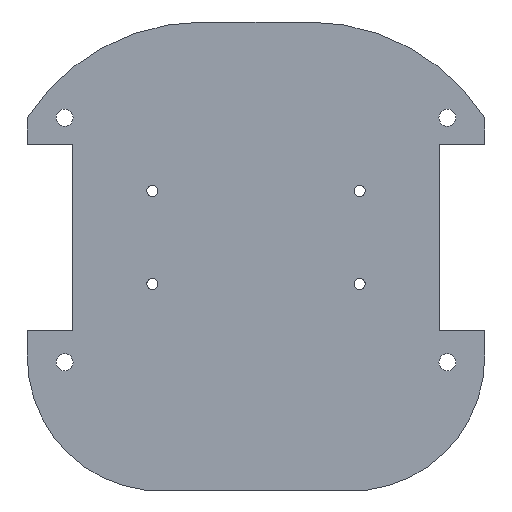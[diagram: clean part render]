
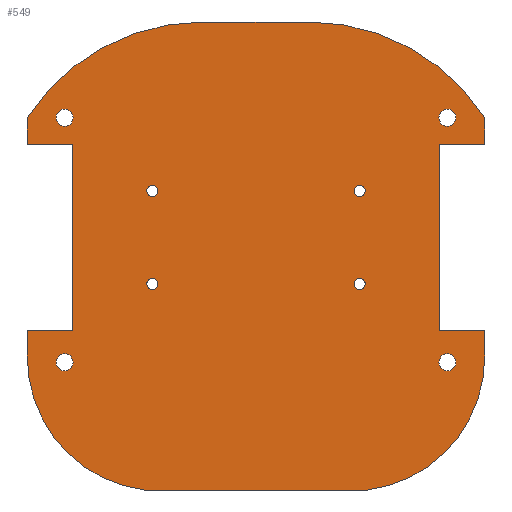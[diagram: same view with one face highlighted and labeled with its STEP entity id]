
A CAD part, front view. The second image highlights one B-rep face of the part: STEP entity #549.
In plain terms, the highlighted planar face has unit normal (0, -1, 0).
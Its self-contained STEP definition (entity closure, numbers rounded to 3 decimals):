
#15=FACE_BOUND('',#92,.T.);
#16=FACE_BOUND('',#93,.T.);
#17=FACE_BOUND('',#94,.T.);
#18=FACE_BOUND('',#95,.T.);
#19=FACE_BOUND('',#96,.T.);
#20=FACE_BOUND('',#97,.T.);
#21=FACE_BOUND('',#98,.T.);
#22=FACE_BOUND('',#99,.T.);
#39=PLANE('',#623);
#65=FACE_OUTER_BOUND('',#91,.T.);
#91=EDGE_LOOP('',(#449,#450,#451,#452,#453,#454,#455,#456,#457,#458,#459,
#460,#461,#462,#463,#464));
#92=EDGE_LOOP('',(#465,#466));
#93=EDGE_LOOP('',(#467,#468));
#94=EDGE_LOOP('',(#469,#470));
#95=EDGE_LOOP('',(#471,#472));
#96=EDGE_LOOP('',(#473));
#97=EDGE_LOOP('',(#474));
#98=EDGE_LOOP('',(#475));
#99=EDGE_LOOP('',(#476));
#121=LINE('',#847,#169);
#125=LINE('',#855,#173);
#128=LINE('',#861,#176);
#139=LINE('',#904,#187);
#143=LINE('',#912,#191);
#146=LINE('',#918,#194);
#150=LINE('',#924,#198);
#151=LINE('',#926,#199);
#153=LINE('',#929,#201);
#154=LINE('',#930,#202);
#155=LINE('',#931,#203);
#156=LINE('',#932,#204);
#169=VECTOR('',#697,10.);
#173=VECTOR('',#703,10.);
#176=VECTOR('',#708,10.);
#187=VECTOR('',#745,10.);
#191=VECTOR('',#751,10.);
#194=VECTOR('',#756,10.);
#198=VECTOR('',#762,10.);
#199=VECTOR('',#765,10.);
#201=VECTOR('',#769,10.);
#202=VECTOR('',#770,10.);
#203=VECTOR('',#771,10.);
#204=VECTOR('',#772,10.);
#209=CIRCLE('',#576,1.6);
#210=CIRCLE('',#577,1.6);
#212=CIRCLE('',#580,1.6);
#213=CIRCLE('',#581,1.6);
#215=CIRCLE('',#584,1.6);
#216=CIRCLE('',#585,1.6);
#218=CIRCLE('',#588,1.6);
#219=CIRCLE('',#589,1.6);
#222=CIRCLE('',#593,1.05);
#224=CIRCLE('',#596,1.05);
#226=CIRCLE('',#599,1.05);
#228=CIRCLE('',#602,1.05);
#229=CIRCLE('',#607,39.25);
#231=CIRCLE('',#610,25.205);
#233=CIRCLE('',#613,25.205);
#235=CIRCLE('',#616,39.25);
#237=VERTEX_POINT('',#789);
#238=VERTEX_POINT('',#790);
#240=VERTEX_POINT('',#797);
#241=VERTEX_POINT('',#798);
#243=VERTEX_POINT('',#805);
#244=VERTEX_POINT('',#806);
#246=VERTEX_POINT('',#813);
#247=VERTEX_POINT('',#814);
#250=VERTEX_POINT('',#823);
#252=VERTEX_POINT('',#829);
#254=VERTEX_POINT('',#835);
#256=VERTEX_POINT('',#841);
#257=VERTEX_POINT('',#845);
#258=VERTEX_POINT('',#846);
#261=VERTEX_POINT('',#854);
#263=VERTEX_POINT('',#860);
#265=VERTEX_POINT('',#866);
#266=VERTEX_POINT('',#867);
#269=VERTEX_POINT('',#875);
#270=VERTEX_POINT('',#876);
#273=VERTEX_POINT('',#884);
#274=VERTEX_POINT('',#885);
#277=VERTEX_POINT('',#893);
#278=VERTEX_POINT('',#894);
#281=VERTEX_POINT('',#902);
#282=VERTEX_POINT('',#903);
#285=VERTEX_POINT('',#911);
#287=VERTEX_POINT('',#917);
#289=EDGE_CURVE('',#237,#238,#209,.T.);
#290=EDGE_CURVE('',#238,#237,#210,.T.);
#293=EDGE_CURVE('',#240,#241,#212,.T.);
#294=EDGE_CURVE('',#241,#240,#213,.T.);
#297=EDGE_CURVE('',#243,#244,#215,.T.);
#298=EDGE_CURVE('',#244,#243,#216,.T.);
#301=EDGE_CURVE('',#246,#247,#218,.T.);
#302=EDGE_CURVE('',#247,#246,#219,.T.);
#307=EDGE_CURVE('',#250,#250,#222,.T.);
#310=EDGE_CURVE('',#252,#252,#224,.T.);
#313=EDGE_CURVE('',#254,#254,#226,.T.);
#316=EDGE_CURVE('',#256,#256,#228,.T.);
#317=EDGE_CURVE('',#257,#258,#121,.T.);
#321=EDGE_CURVE('',#258,#261,#125,.T.);
#324=EDGE_CURVE('',#263,#257,#128,.T.);
#327=EDGE_CURVE('',#265,#266,#229,.T.);
#331=EDGE_CURVE('',#269,#270,#231,.T.);
#335=EDGE_CURVE('',#273,#274,#233,.T.);
#339=EDGE_CURVE('',#277,#278,#235,.T.);
#343=EDGE_CURVE('',#281,#282,#139,.T.);
#347=EDGE_CURVE('',#282,#285,#143,.T.);
#350=EDGE_CURVE('',#287,#281,#146,.T.);
#354=EDGE_CURVE('',#273,#261,#150,.T.);
#355=EDGE_CURVE('',#269,#274,#151,.T.);
#357=EDGE_CURVE('',#287,#270,#153,.T.);
#358=EDGE_CURVE('',#277,#285,#154,.T.);
#359=EDGE_CURVE('',#265,#278,#155,.T.);
#360=EDGE_CURVE('',#263,#266,#156,.T.);
#449=ORIENTED_EDGE('',*,*,#324,.T.);
#450=ORIENTED_EDGE('',*,*,#317,.T.);
#451=ORIENTED_EDGE('',*,*,#321,.T.);
#452=ORIENTED_EDGE('',*,*,#354,.F.);
#453=ORIENTED_EDGE('',*,*,#335,.T.);
#454=ORIENTED_EDGE('',*,*,#355,.F.);
#455=ORIENTED_EDGE('',*,*,#331,.T.);
#456=ORIENTED_EDGE('',*,*,#357,.F.);
#457=ORIENTED_EDGE('',*,*,#350,.T.);
#458=ORIENTED_EDGE('',*,*,#343,.T.);
#459=ORIENTED_EDGE('',*,*,#347,.T.);
#460=ORIENTED_EDGE('',*,*,#358,.F.);
#461=ORIENTED_EDGE('',*,*,#339,.T.);
#462=ORIENTED_EDGE('',*,*,#359,.F.);
#463=ORIENTED_EDGE('',*,*,#327,.T.);
#464=ORIENTED_EDGE('',*,*,#360,.F.);
#465=ORIENTED_EDGE('',*,*,#289,.T.);
#466=ORIENTED_EDGE('',*,*,#290,.T.);
#467=ORIENTED_EDGE('',*,*,#293,.T.);
#468=ORIENTED_EDGE('',*,*,#294,.T.);
#469=ORIENTED_EDGE('',*,*,#297,.T.);
#470=ORIENTED_EDGE('',*,*,#298,.T.);
#471=ORIENTED_EDGE('',*,*,#301,.T.);
#472=ORIENTED_EDGE('',*,*,#302,.T.);
#473=ORIENTED_EDGE('',*,*,#307,.T.);
#474=ORIENTED_EDGE('',*,*,#310,.T.);
#475=ORIENTED_EDGE('',*,*,#313,.T.);
#476=ORIENTED_EDGE('',*,*,#316,.T.);
#549=ADVANCED_FACE('',(#65,#15,#16,#17,#18,#19,#20,#21,#22),#39,.T.);
#576=AXIS2_PLACEMENT_3D('',#791,#633,#634);
#577=AXIS2_PLACEMENT_3D('',#792,#635,#636);
#580=AXIS2_PLACEMENT_3D('',#799,#642,#643);
#581=AXIS2_PLACEMENT_3D('',#800,#644,#645);
#584=AXIS2_PLACEMENT_3D('',#807,#651,#652);
#585=AXIS2_PLACEMENT_3D('',#808,#653,#654);
#588=AXIS2_PLACEMENT_3D('',#815,#660,#661);
#589=AXIS2_PLACEMENT_3D('',#816,#662,#663);
#593=AXIS2_PLACEMENT_3D('',#825,#672,#673);
#596=AXIS2_PLACEMENT_3D('',#831,#679,#680);
#599=AXIS2_PLACEMENT_3D('',#837,#686,#687);
#602=AXIS2_PLACEMENT_3D('',#843,#693,#694);
#607=AXIS2_PLACEMENT_3D('',#868,#713,#714);
#610=AXIS2_PLACEMENT_3D('',#877,#721,#722);
#613=AXIS2_PLACEMENT_3D('',#886,#729,#730);
#616=AXIS2_PLACEMENT_3D('',#895,#737,#738);
#623=AXIS2_PLACEMENT_3D('',#928,#767,#768);
#633=DIRECTION('center_axis',(0.,1.,0.));
#634=DIRECTION('ref_axis',(1.,0.,0.));
#635=DIRECTION('center_axis',(0.,1.,0.));
#636=DIRECTION('ref_axis',(1.,0.,0.));
#642=DIRECTION('center_axis',(0.,1.,0.));
#643=DIRECTION('ref_axis',(1.,0.,0.));
#644=DIRECTION('center_axis',(0.,1.,0.));
#645=DIRECTION('ref_axis',(1.,0.,0.));
#651=DIRECTION('center_axis',(0.,1.,0.));
#652=DIRECTION('ref_axis',(1.,0.,0.));
#653=DIRECTION('center_axis',(0.,1.,0.));
#654=DIRECTION('ref_axis',(1.,0.,0.));
#660=DIRECTION('center_axis',(0.,1.,0.));
#661=DIRECTION('ref_axis',(1.,0.,0.));
#662=DIRECTION('center_axis',(0.,1.,0.));
#663=DIRECTION('ref_axis',(1.,0.,0.));
#672=DIRECTION('center_axis',(0.,1.,0.));
#673=DIRECTION('ref_axis',(-1.,0.,0.));
#679=DIRECTION('center_axis',(0.,1.,0.));
#680=DIRECTION('ref_axis',(-1.,0.,0.));
#686=DIRECTION('center_axis',(0.,1.,0.));
#687=DIRECTION('ref_axis',(-1.,0.,0.));
#693=DIRECTION('center_axis',(0.,1.,0.));
#694=DIRECTION('ref_axis',(-1.,0.,0.));
#697=DIRECTION('',(0.,0.,-1.));
#703=DIRECTION('',(-1.,0.,0.));
#708=DIRECTION('',(1.,0.,0.));
#713=DIRECTION('center_axis',(0.,-1.,0.));
#714=DIRECTION('ref_axis',(0.841,0.,-0.541));
#721=DIRECTION('center_axis',(0.,-1.,0.));
#722=DIRECTION('ref_axis',(-1.,0.,0.));
#729=DIRECTION('center_axis',(0.,-1.,0.));
#730=DIRECTION('ref_axis',(0.127,0.,0.992));
#737=DIRECTION('center_axis',(0.,-1.,0.));
#738=DIRECTION('ref_axis',(0.,0.,-1.));
#745=DIRECTION('',(0.,0.,1.));
#751=DIRECTION('',(1.,0.,0.));
#756=DIRECTION('',(-1.,0.,0.));
#762=DIRECTION('',(0.,0.,1.));
#765=DIRECTION('',(-1.,0.,0.));
#767=DIRECTION('center_axis',(0.,-1.,0.));
#768=DIRECTION('ref_axis',(0.,0.,-1.));
#769=DIRECTION('',(0.,0.,-1.));
#770=DIRECTION('',(0.,0.,-1.));
#771=DIRECTION('',(1.,0.,0.));
#772=DIRECTION('',(0.,0.,1.));
#789=CARTESIAN_POINT('',(37.6,0.,-20.));
#790=CARTESIAN_POINT('',(34.4,0.,-20.));
#791=CARTESIAN_POINT('Origin',(36.,0.,-20.));
#792=CARTESIAN_POINT('Origin',(36.,0.,-20.));
#797=CARTESIAN_POINT('',(37.6,0.,26.));
#798=CARTESIAN_POINT('',(34.4,0.,26.));
#799=CARTESIAN_POINT('Origin',(36.,0.,26.));
#800=CARTESIAN_POINT('Origin',(36.,0.,26.));
#805=CARTESIAN_POINT('',(-34.4,0.,-20.));
#806=CARTESIAN_POINT('',(-37.6,0.,-20.));
#807=CARTESIAN_POINT('Origin',(-36.,0.,-20.));
#808=CARTESIAN_POINT('Origin',(-36.,0.,-20.));
#813=CARTESIAN_POINT('',(-34.4,0.,26.));
#814=CARTESIAN_POINT('',(-37.6,0.,26.));
#815=CARTESIAN_POINT('Origin',(-36.,0.,26.));
#816=CARTESIAN_POINT('Origin',(-36.,0.,26.));
#823=CARTESIAN_POINT('',(20.55,0.,-5.25));
#825=CARTESIAN_POINT('Origin',(19.5,0.,-5.25));
#829=CARTESIAN_POINT('',(-18.45,0.,-5.25));
#831=CARTESIAN_POINT('Origin',(-19.5,0.,-5.25));
#835=CARTESIAN_POINT('',(-18.45,0.,12.25));
#837=CARTESIAN_POINT('Origin',(-19.5,0.,12.25));
#841=CARTESIAN_POINT('',(20.55,0.,12.25));
#843=CARTESIAN_POINT('Origin',(19.5,0.,12.25));
#845=CARTESIAN_POINT('',(-34.5,0.,21.));
#846=CARTESIAN_POINT('',(-34.5,0.,-14.));
#847=CARTESIAN_POINT('',(-34.5,0.,-7.));
#854=CARTESIAN_POINT('',(-43.,0.,-14.));
#855=CARTESIAN_POINT('',(-21.5,0.,-14.));
#860=CARTESIAN_POINT('',(-43.,0.,21.));
#861=CARTESIAN_POINT('',(-17.25,0.,21.));
#866=CARTESIAN_POINT('',(-10.,0.,44.));
#867=CARTESIAN_POINT('',(-43.,0.,26.));
#868=CARTESIAN_POINT('Origin',(-10.,0.,4.75));
#875=CARTESIAN_POINT('',(21.,0.,-44.));
#876=CARTESIAN_POINT('',(43.,0.,-19.));
#877=CARTESIAN_POINT('Origin',(17.795,0.,-19.));
#884=CARTESIAN_POINT('',(-43.,0.,-19.));
#885=CARTESIAN_POINT('',(-21.,0.,-44.));
#886=CARTESIAN_POINT('Origin',(-17.795,0.,-19.));
#893=CARTESIAN_POINT('',(43.,0.,26.));
#894=CARTESIAN_POINT('',(10.,0.,44.));
#895=CARTESIAN_POINT('Origin',(10.,0.,4.75));
#902=CARTESIAN_POINT('',(34.5,0.,-14.));
#903=CARTESIAN_POINT('',(34.5,0.,21.));
#904=CARTESIAN_POINT('',(34.5,0.,10.5));
#911=CARTESIAN_POINT('',(43.,0.,21.));
#912=CARTESIAN_POINT('',(21.5,0.,21.));
#917=CARTESIAN_POINT('',(43.,0.,-14.));
#918=CARTESIAN_POINT('',(17.25,0.,-14.));
#924=CARTESIAN_POINT('',(-43.,0.,-44.));
#926=CARTESIAN_POINT('',(43.,0.,-44.));
#928=CARTESIAN_POINT('Origin',(0.,0.,0.));
#929=CARTESIAN_POINT('',(43.,0.,44.));
#930=CARTESIAN_POINT('',(43.,0.,44.));
#931=CARTESIAN_POINT('',(-43.,0.,44.));
#932=CARTESIAN_POINT('',(-43.,0.,-44.));
